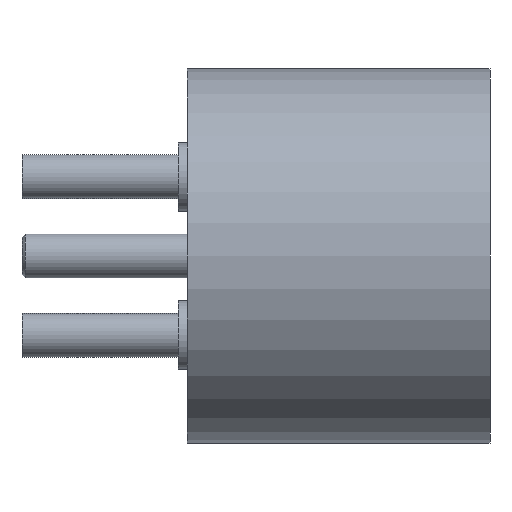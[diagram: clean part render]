
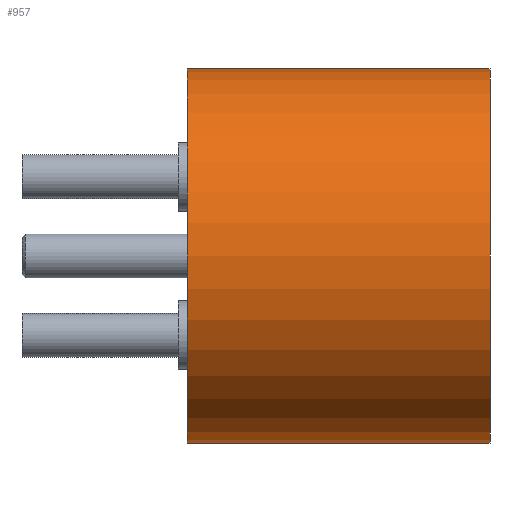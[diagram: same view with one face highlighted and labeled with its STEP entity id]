
A CAD part, front view. The second image highlights one B-rep face of the part: STEP entity #957.
In plain terms, the highlighted cylindrical face has radius 3 mm (diameter 6 mm), a partial arc.
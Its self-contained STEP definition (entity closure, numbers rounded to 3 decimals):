
#23 = DIRECTION ( 'NONE',  ( 1., 0., 0. ) ) ;
#89 = LINE ( 'NONE', #2901, #1384 ) ;
#150 = VERTEX_POINT ( 'NONE', #1011 ) ;
#230 = ORIENTED_EDGE ( 'NONE', *, *, #1482, .F. ) ;
#337 = CIRCLE ( 'NONE', #2105, 3. ) ;
#350 = CARTESIAN_POINT ( 'NONE',  ( 3., 0., 0. ) ) ;
#519 = DIRECTION ( 'NONE',  ( 0., 0., 1. ) ) ;
#728 = DIRECTION ( 'NONE',  ( 0., 0., 1. ) ) ;
#896 = VECTOR ( 'NONE', #1313, 1000. ) ;
#903 = EDGE_CURVE ( 'NONE', #2439, #150, #2380, .T. ) ;
#956 = VERTEX_POINT ( 'NONE', #1436 ) ;
#957 = ADVANCED_FACE ( 'NONE', ( #2705 ), #1424, .T. ) ;
#965 = ORIENTED_EDGE ( 'NONE', *, *, #2719, .T. ) ;
#1011 = CARTESIAN_POINT ( 'NONE',  ( 3., 0., -4.85 ) ) ;
#1126 = CARTESIAN_POINT ( 'NONE',  ( -3., 0., -4.85 ) ) ;
#1214 = CARTESIAN_POINT ( 'NONE',  ( 0., 0., -4.85 ) ) ;
#1266 = AXIS2_PLACEMENT_3D ( 'NONE', #1940, #1696, #23 ) ;
#1313 = DIRECTION ( 'NONE',  ( 0., 0., 1. ) ) ;
#1325 = ORIENTED_EDGE ( 'NONE', *, *, #903, .T. ) ;
#1384 = VECTOR ( 'NONE', #728, 1000. ) ;
#1421 = LINE ( 'NONE', #350, #896 ) ;
#1424 = CYLINDRICAL_SURFACE ( 'NONE', #1266, 3. ) ;
#1436 = CARTESIAN_POINT ( 'NONE',  ( -3., 0., 0. ) ) ;
#1482 = EDGE_CURVE ( 'NONE', #2439, #956, #89, .T. ) ;
#1696 = DIRECTION ( 'NONE',  ( 0., 0., 1. ) ) ;
#1897 = DIRECTION ( 'NONE',  ( 1., 0., 0. ) ) ;
#1910 = CARTESIAN_POINT ( 'NONE',  ( 0., 0., 0. ) ) ;
#1940 = CARTESIAN_POINT ( 'NONE',  ( 0., 0., 0. ) ) ;
#2105 = AXIS2_PLACEMENT_3D ( 'NONE', #1910, #2887, #2171 ) ;
#2171 = DIRECTION ( 'NONE',  ( 1., 0., 0. ) ) ;
#2380 = CIRCLE ( 'NONE', #2514, 3. ) ;
#2439 = VERTEX_POINT ( 'NONE', #1126 ) ;
#2514 = AXIS2_PLACEMENT_3D ( 'NONE', #1214, #519, #1897 ) ;
#2705 = FACE_OUTER_BOUND ( 'NONE', #2866, .T. ) ;
#2712 = VERTEX_POINT ( 'NONE', #2716 ) ;
#2716 = CARTESIAN_POINT ( 'NONE',  ( 3., 0., 0. ) ) ;
#2719 = EDGE_CURVE ( 'NONE', #150, #2712, #1421, .T. ) ;
#2761 = ORIENTED_EDGE ( 'NONE', *, *, #3024, .F. ) ;
#2866 = EDGE_LOOP ( 'NONE', ( #230, #1325, #965, #2761 ) ) ;
#2887 = DIRECTION ( 'NONE',  ( 0., 0., 1. ) ) ;
#2901 = CARTESIAN_POINT ( 'NONE',  ( -3., 0., 0. ) ) ;
#3024 = EDGE_CURVE ( 'NONE', #956, #2712, #337, .T. ) ;
